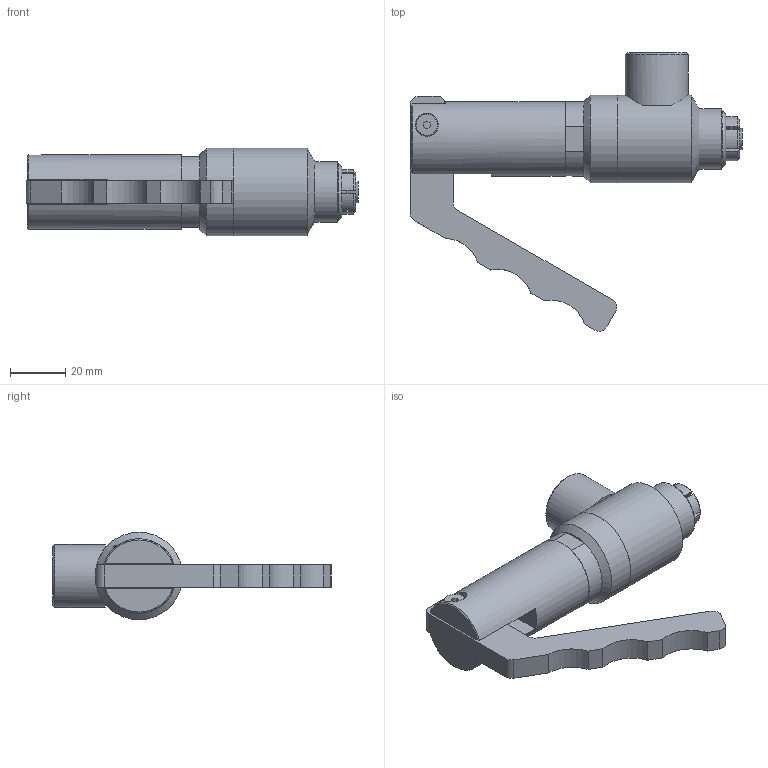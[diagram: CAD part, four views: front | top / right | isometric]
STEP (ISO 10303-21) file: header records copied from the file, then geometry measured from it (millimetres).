
FILE_DESCRIPTION(/* description */ (''),/* implementation_level */ '2;1');
FILE_NAME(/* name */ 'FNLR-168065.stp',/* time_stamp */ '2018-02-13T14:39:30-06:00',/* author */ ('scottg'),/* organization */ ('FasTest,Inc.'),/* preprocessor_version */ 'ST-DEVELOPER v16.1',/* originating_system */ 'Autodesk Inventor 2016',/* authorisation */ '');
FILE_SCHEMA (('AUTOMOTIVE_DESIGN { 1 0 10303 214 3 1 1 }'));
Length unit declared in the file: inch
Products named in the file (1): FNLR-168065
Bounding box: 120.37 x 100.97 x 31.75 mm (x, y, z)
Volume: 11796.3 mm3; surface area: 22057.4 mm2
Topology: 2 solids, 5 shells, 171 faces, 469 edges, 310 vertices
Faces by surface type: plane 104, cylinder 40, cone 19, torus 8
Full cylindrical faces by diameter (mm): 4.826 x2, 4.978 x1, 8.157 x1, 8.331 x1, 13.894 x1, 21.971 x1, 22.86 x1, 24.968 x1, 26.924 x2, 27.483 x1, 31.75 x2
Entity records: 5523 total; most frequent: CARTESIAN_POINT 1380, ORIENTED_EDGE 856, DIRECTION 818, EDGE_CURVE 426, VERTEX_POINT 296, AXIS2_PLACEMENT_3D 288, LINE 242, VECTOR 242
